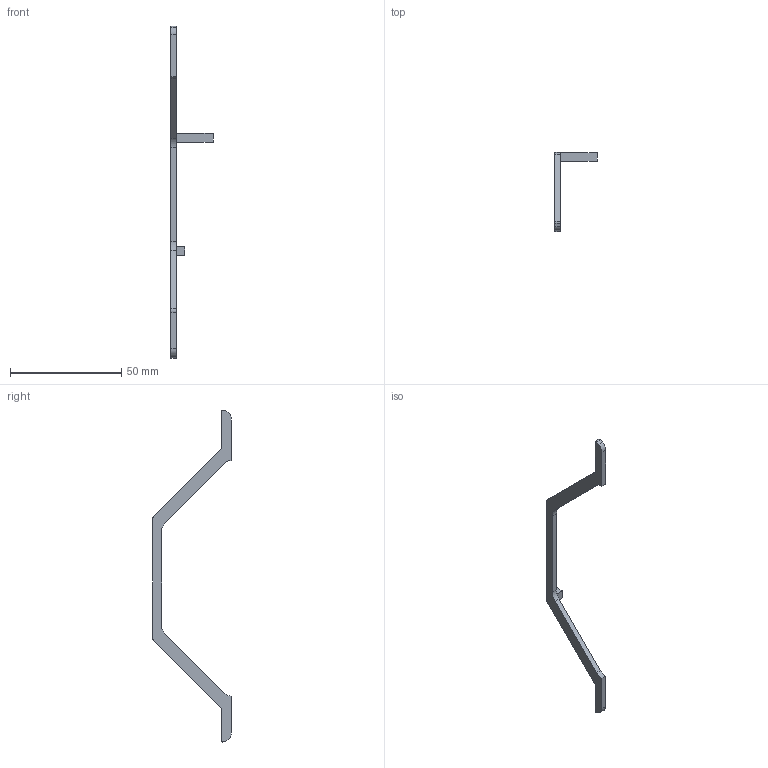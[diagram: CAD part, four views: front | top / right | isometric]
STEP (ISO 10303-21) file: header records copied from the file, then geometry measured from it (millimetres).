
FILE_DESCRIPTION(/* description */ (''),/* implementation_level */ '2;1');
FILE_NAME(/* name */ 'Big_leg_V2_light.step',/* time_stamp */ '2025-10-11T22:14:40+08:00',/* author */ (''),/* organization */ (''),/* preprocessor_version */ 'ST-DEVELOPER v20.1',/* originating_system */ 'Autodesk Translation Framework v14.17.0.0',/* authorisation */ '');
FILE_SCHEMA (('AUTOMOTIVE_DESIGN { 1 0 10303 214 3 1 1 }'));
Length unit declared in the file: millimetre
Products named in the file (1): 2025-10-11-22-14-39-694
Bounding box: 19.09 x 35.41 x 149.45 mm (x, y, z)
Volume: 2443.2 mm3; surface area: 2926.8 mm2
Topology: 1 solids, 1 shells, 39 faces, 107 edges, 70 vertices
Faces by surface type: plane 29, cylinder 10
Entity records: 1266 total; most frequent: CARTESIAN_POINT 217, ORIENTED_EDGE 214, DIRECTION 211, EDGE_CURVE 107, LINE 83, VECTOR 83, VERTEX_POINT 70, AXIS2_PLACEMENT_3D 64
